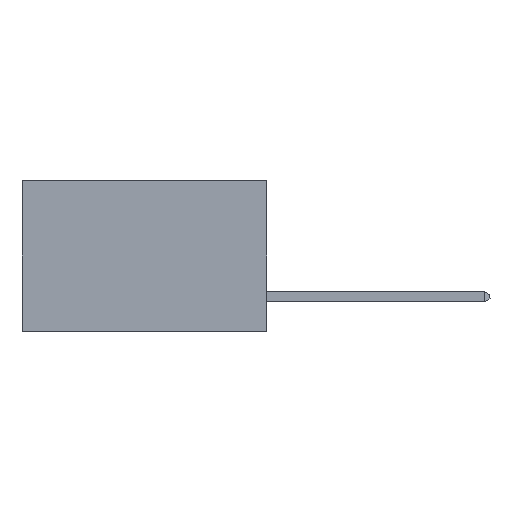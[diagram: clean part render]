
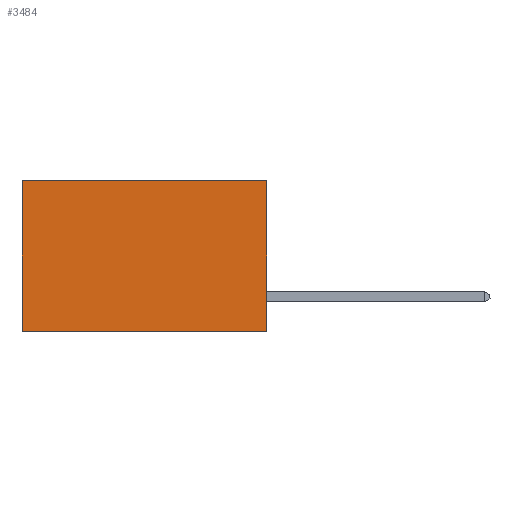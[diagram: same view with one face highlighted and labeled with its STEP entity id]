
A CAD part, left-side view. The second image highlights one B-rep face of the part: STEP entity #3484.
In plain terms, the highlighted planar face has unit normal (-1, 0, 0).
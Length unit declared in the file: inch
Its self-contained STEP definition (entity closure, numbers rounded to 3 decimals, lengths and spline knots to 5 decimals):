
#827 = PLANE ( 'NONE',  #1262 ) ;
#951 = DIRECTION ( 'NONE',  ( 1., 0., 0. ) ) ;
#985 = CARTESIAN_POINT ( 'NONE',  ( 0.2875, 0., 0. ) ) ;
#1262 = AXIS2_PLACEMENT_3D ( 'NONE', #3061, #951, #12799 ) ;
#1280 = LINE ( 'NONE', #985, #4352 ) ;
#1516 = DIRECTION ( 'NONE',  ( 0., 0., -1. ) ) ;
#2091 = VERTEX_POINT ( 'NONE', #4435 ) ;
#2371 = CARTESIAN_POINT ( 'NONE',  ( 0.2875, 0.6, 0. ) ) ;
#2462 = VECTOR ( 'NONE', #2583, 39.37008 ) ;
#2583 = DIRECTION ( 'NONE',  ( 0., 1., 0. ) ) ;
#2701 = CARTESIAN_POINT ( 'NONE',  ( 0.2875, 0.6, -0.37 ) ) ;
#3061 = CARTESIAN_POINT ( 'NONE',  ( 0.2875, 0., 0. ) ) ;
#3304 = VECTOR ( 'NONE', #1516, 39.37008 ) ;
#3358 = CARTESIAN_POINT ( 'NONE',  ( 0.2875, 0., -0.37 ) ) ;
#3484 = ADVANCED_FACE ( 'NONE', ( #5040 ), #827, .F. ) ;
#4352 = VECTOR ( 'NONE', #7388, 39.37008 ) ;
#4435 = CARTESIAN_POINT ( 'NONE',  ( 0.2875, 0., 0. ) ) ;
#4723 = CARTESIAN_POINT ( 'NONE',  ( 0.2875, 0., -0.37 ) ) ;
#4848 = EDGE_CURVE ( 'NONE', #2091, #12302, #1280, .T. ) ;
#4987 = VERTEX_POINT ( 'NONE', #2701 ) ;
#5040 = FACE_OUTER_BOUND ( 'NONE', #6134, .T. ) ;
#5402 = ORIENTED_EDGE ( 'NONE', *, *, #13389, .F. ) ;
#6134 = EDGE_LOOP ( 'NONE', ( #7763, #5402, #11793, #12166 ) ) ;
#6400 = VECTOR ( 'NONE', #6799, 39.37008 ) ;
#6696 = CARTESIAN_POINT ( 'NONE',  ( 0.2875, 0., 0. ) ) ;
#6799 = DIRECTION ( 'NONE',  ( 0., 0., -1. ) ) ;
#7388 = DIRECTION ( 'NONE',  ( 0., 1., 0. ) ) ;
#7763 = ORIENTED_EDGE ( 'NONE', *, *, #13622, .T. ) ;
#7769 = LINE ( 'NONE', #6696, #6400 ) ;
#7998 = EDGE_CURVE ( 'NONE', #2091, #10530, #7769, .T. ) ;
#8206 = LINE ( 'NONE', #4723, #2462 ) ;
#10530 = VERTEX_POINT ( 'NONE', #3358 ) ;
#11793 = ORIENTED_EDGE ( 'NONE', *, *, #7998, .F. ) ;
#11925 = LINE ( 'NONE', #12235, #3304 ) ;
#12166 = ORIENTED_EDGE ( 'NONE', *, *, #4848, .T. ) ;
#12235 = CARTESIAN_POINT ( 'NONE',  ( 0.2875, 0.6, 0. ) ) ;
#12302 = VERTEX_POINT ( 'NONE', #2371 ) ;
#12799 = DIRECTION ( 'NONE',  ( 0., 0., -1. ) ) ;
#13389 = EDGE_CURVE ( 'NONE', #10530, #4987, #8206, .T. ) ;
#13622 = EDGE_CURVE ( 'NONE', #12302, #4987, #11925, .T. ) ;
